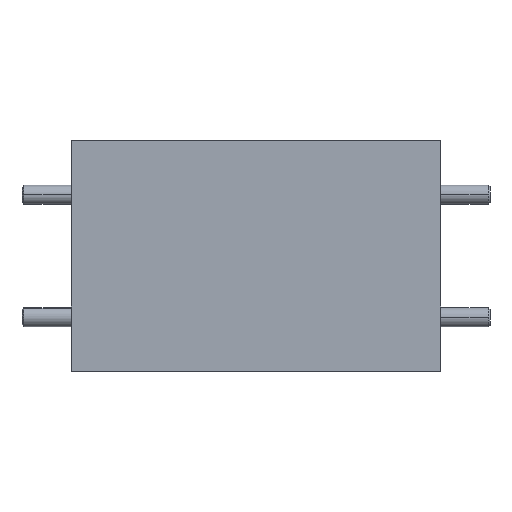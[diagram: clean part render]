
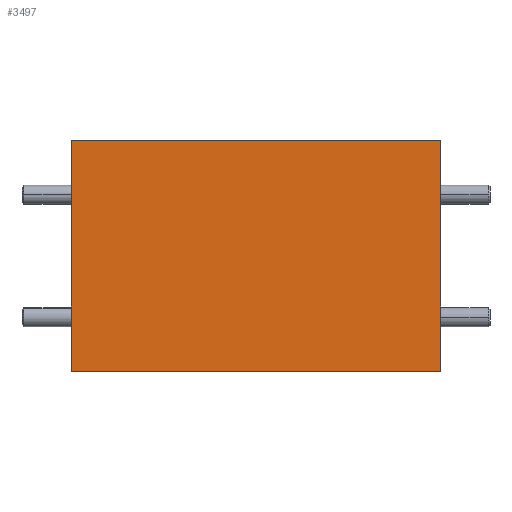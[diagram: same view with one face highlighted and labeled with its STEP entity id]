
A CAD part, top view. The second image highlights one B-rep face of the part: STEP entity #3497.
In plain terms, the highlighted planar face has unit normal (0, 0, 1).
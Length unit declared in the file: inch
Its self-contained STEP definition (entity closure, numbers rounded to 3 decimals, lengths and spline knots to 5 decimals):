
#551 = EDGE_LOOP ( 'NONE', ( #10583, #11121, #8453, #12083 ) ) ;
#710 = VECTOR ( 'NONE', #5312, 39.37008 ) ;
#805 = DIRECTION ( 'NONE',  ( 0., -1., 0. ) ) ;
#1156 = EDGE_CURVE ( 'NONE', #6327, #2722, #7568, .T. ) ;
#1839 = FACE_OUTER_BOUND ( 'NONE', #551, .T. ) ;
#2557 = CARTESIAN_POINT ( 'NONE',  ( -0.42964, 0.01714, 0.91567 ) ) ;
#2722 = VERTEX_POINT ( 'NONE', #12005 ) ;
#3126 = EDGE_CURVE ( 'NONE', #2722, #11601, #11789, .T. ) ;
#3497 = ADVANCED_FACE ( 'NONE', ( #1839 ), #11708, .F. ) ;
#3769 = EDGE_CURVE ( 'NONE', #12740, #6327, #5361, .T. ) ;
#4512 = DIRECTION ( 'NONE',  ( 0., 1., 0. ) ) ;
#4729 = CARTESIAN_POINT ( 'NONE',  ( 0.42036, 0.76714, 0.91567 ) ) ;
#4870 = CARTESIAN_POINT ( 'NONE',  ( 0.77036, 0.76714, 0.91567 ) ) ;
#5312 = DIRECTION ( 'NONE',  ( 1., 0., 0. ) ) ;
#5361 = LINE ( 'NONE', #2557, #5676 ) ;
#5514 = AXIS2_PLACEMENT_3D ( 'NONE', #4729, #11775, #805 ) ;
#5676 = VECTOR ( 'NONE', #4512, 39.37008 ) ;
#5977 = CARTESIAN_POINT ( 'NONE',  ( -0.42964, 0.76714, 0.91567 ) ) ;
#6327 = VERTEX_POINT ( 'NONE', #5977 ) ;
#7568 = LINE ( 'NONE', #10388, #9656 ) ;
#8099 = EDGE_CURVE ( 'NONE', #12740, #11601, #10218, .T. ) ;
#8453 = ORIENTED_EDGE ( 'NONE', *, *, #1156, .F. ) ;
#8566 = CARTESIAN_POINT ( 'NONE',  ( 0.77036, 0.01714, 0.91567 ) ) ;
#8839 = DIRECTION ( 'NONE',  ( 0., -1., 0. ) ) ;
#9656 = VECTOR ( 'NONE', #11379, 39.37008 ) ;
#9782 = VECTOR ( 'NONE', #8839, 39.37008 ) ;
#10218 = LINE ( 'NONE', #12239, #710 ) ;
#10388 = CARTESIAN_POINT ( 'NONE',  ( 0.42036, 0.76714, 0.91567 ) ) ;
#10583 = ORIENTED_EDGE ( 'NONE', *, *, #8099, .T. ) ;
#11121 = ORIENTED_EDGE ( 'NONE', *, *, #3126, .F. ) ;
#11340 = CARTESIAN_POINT ( 'NONE',  ( -0.42964, 0.01714, 0.91567 ) ) ;
#11379 = DIRECTION ( 'NONE',  ( 1., 0., 0. ) ) ;
#11601 = VERTEX_POINT ( 'NONE', #8566 ) ;
#11708 = PLANE ( 'NONE',  #5514 ) ;
#11775 = DIRECTION ( 'NONE',  ( 0., 0., -1. ) ) ;
#11789 = LINE ( 'NONE', #4870, #9782 ) ;
#12005 = CARTESIAN_POINT ( 'NONE',  ( 0.77036, 0.76714, 0.91567 ) ) ;
#12083 = ORIENTED_EDGE ( 'NONE', *, *, #3769, .F. ) ;
#12239 = CARTESIAN_POINT ( 'NONE',  ( 0.42036, 0.01714, 0.91567 ) ) ;
#12740 = VERTEX_POINT ( 'NONE', #11340 ) ;
